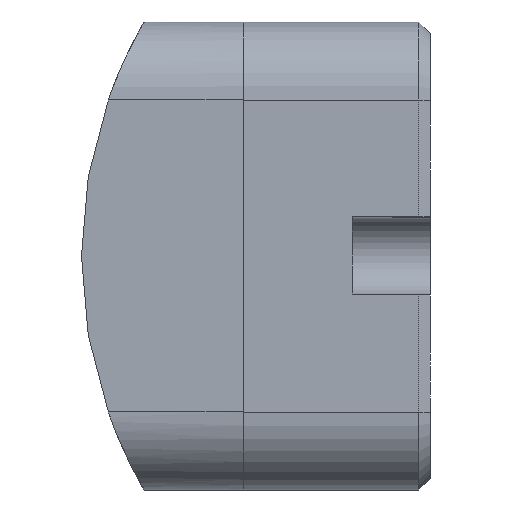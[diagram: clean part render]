
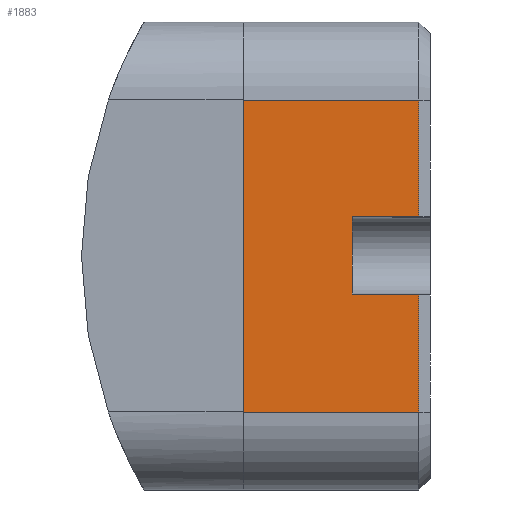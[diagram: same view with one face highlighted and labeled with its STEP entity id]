
A CAD part, left-side view. The second image highlights one B-rep face of the part: STEP entity #1883.
In plain terms, the highlighted planar face has unit normal (-1, 0, 0).
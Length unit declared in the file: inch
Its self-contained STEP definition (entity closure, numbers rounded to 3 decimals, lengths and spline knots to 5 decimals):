
#19 = CARTESIAN_POINT ( 'NONE',  ( -0.59055, 0.09843, 0.04921 ) ) ;
#99 = DIRECTION ( 'NONE',  ( 0., 0., -1. ) ) ;
#213 = CARTESIAN_POINT ( 'NONE',  ( -0.59055, 0.09843, 0.04921 ) ) ;
#227 = FACE_OUTER_BOUND ( 'NONE', #2667, .T. ) ;
#261 = EDGE_CURVE ( 'NONE', #1148, #1903, #1637, .T. ) ;
#267 = EDGE_CURVE ( 'NONE', #1269, #1148, #2471, .T. ) ;
#324 = CARTESIAN_POINT ( 'NONE',  ( -0.59055, 0.23622, -0.19685 ) ) ;
#422 = VERTEX_POINT ( 'NONE', #2347 ) ;
#467 = EDGE_CURVE ( 'NONE', #1029, #2191, #2567, .T. ) ;
#490 = LINE ( 'NONE', #695, #1601 ) ;
#498 = VECTOR ( 'NONE', #1426, 39.37008 ) ;
#605 = CARTESIAN_POINT ( 'NONE',  ( -0.59055, 0.09843, 0.04921 ) ) ;
#616 = DIRECTION ( 'NONE',  ( 0., 0., 1. ) ) ;
#695 = CARTESIAN_POINT ( 'NONE',  ( -0.59055, 0.23622, 0.19685 ) ) ;
#697 = CARTESIAN_POINT ( 'NONE',  ( -0.59055, 0.01496, -0.04921 ) ) ;
#716 = EDGE_CURVE ( 'NONE', #1724, #2514, #1383, .T. ) ;
#720 = ORIENTED_EDGE ( 'NONE', *, *, #1916, .T. ) ;
#755 = ORIENTED_EDGE ( 'NONE', *, *, #2420, .T. ) ;
#803 = DIRECTION ( 'NONE',  ( 0., -1., 0. ) ) ;
#957 = DIRECTION ( 'NONE',  ( 1., 0., 0. ) ) ;
#959 = CARTESIAN_POINT ( 'NONE',  ( -0.59055, 0.23622, 0.19685 ) ) ;
#1026 = VECTOR ( 'NONE', #1874, 39.37008 ) ;
#1029 = VERTEX_POINT ( 'NONE', #2537 ) ;
#1121 = CARTESIAN_POINT ( 'NONE',  ( -0.59055, 0.01496, 0.04921 ) ) ;
#1148 = VERTEX_POINT ( 'NONE', #1121 ) ;
#1224 = ORIENTED_EDGE ( 'NONE', *, *, #467, .T. ) ;
#1237 = CARTESIAN_POINT ( 'NONE',  ( -0.59055, 0.09843, -0.04921 ) ) ;
#1269 = VERTEX_POINT ( 'NONE', #213 ) ;
#1295 = DIRECTION ( 'NONE',  ( 0., 0., 1. ) ) ;
#1317 = DIRECTION ( 'NONE',  ( 0., -1., 0. ) ) ;
#1378 = ORIENTED_EDGE ( 'NONE', *, *, #1677, .F. ) ;
#1383 = LINE ( 'NONE', #2555, #2119 ) ;
#1426 = DIRECTION ( 'NONE',  ( 0., 0., -1. ) ) ;
#1432 = CARTESIAN_POINT ( 'NONE',  ( -0.59055, 0.23622, -0.19685 ) ) ;
#1445 = CARTESIAN_POINT ( 'NONE',  ( -0.59055, 0.01496, 0.19685 ) ) ;
#1508 = AXIS2_PLACEMENT_3D ( 'NONE', #1567, #957, #99 ) ;
#1547 = VECTOR ( 'NONE', #616, 39.37008 ) ;
#1567 = CARTESIAN_POINT ( 'NONE',  ( -0.59055, 0.23622, 0.29528 ) ) ;
#1577 = PLANE ( 'NONE',  #1508 ) ;
#1601 = VECTOR ( 'NONE', #1750, 39.37008 ) ;
#1637 = LINE ( 'NONE', #1445, #1547 ) ;
#1677 = EDGE_CURVE ( 'NONE', #422, #2191, #2455, .T. ) ;
#1724 = VERTEX_POINT ( 'NONE', #1432 ) ;
#1750 = DIRECTION ( 'NONE',  ( 0., 1., 0. ) ) ;
#1761 = ORIENTED_EDGE ( 'NONE', *, *, #261, .T. ) ;
#1788 = ORIENTED_EDGE ( 'NONE', *, *, #716, .F. ) ;
#1839 = LINE ( 'NONE', #19, #498 ) ;
#1874 = DIRECTION ( 'NONE',  ( 0., -1., 0. ) ) ;
#1883 = ADVANCED_FACE ( 'NONE', ( #227 ), #1577, .F. ) ;
#1902 = VECTOR ( 'NONE', #1295, 39.37008 ) ;
#1903 = VERTEX_POINT ( 'NONE', #2390 ) ;
#1916 = EDGE_CURVE ( 'NONE', #1903, #2514, #490, .T. ) ;
#2056 = ORIENTED_EDGE ( 'NONE', *, *, #267, .T. ) ;
#2108 = CARTESIAN_POINT ( 'NONE',  ( -0.59055, 0.01496, -0.04921 ) ) ;
#2119 = VECTOR ( 'NONE', #2230, 39.37008 ) ;
#2191 = VERTEX_POINT ( 'NONE', #2108 ) ;
#2230 = DIRECTION ( 'NONE',  ( 0., 0., 1. ) ) ;
#2255 = VECTOR ( 'NONE', #803, 39.37008 ) ;
#2347 = CARTESIAN_POINT ( 'NONE',  ( -0.59055, 0.09843, -0.04921 ) ) ;
#2354 = LINE ( 'NONE', #324, #2638 ) ;
#2390 = CARTESIAN_POINT ( 'NONE',  ( -0.59055, 0.01496, 0.19685 ) ) ;
#2420 = EDGE_CURVE ( 'NONE', #1724, #1029, #2354, .T. ) ;
#2455 = LINE ( 'NONE', #1237, #2255 ) ;
#2471 = LINE ( 'NONE', #605, #1026 ) ;
#2514 = VERTEX_POINT ( 'NONE', #959 ) ;
#2537 = CARTESIAN_POINT ( 'NONE',  ( -0.59055, 0.01496, -0.19685 ) ) ;
#2555 = CARTESIAN_POINT ( 'NONE',  ( -0.59055, 0.23622, 0.29528 ) ) ;
#2567 = LINE ( 'NONE', #697, #1902 ) ;
#2618 = ORIENTED_EDGE ( 'NONE', *, *, #2624, .F. ) ;
#2624 = EDGE_CURVE ( 'NONE', #1269, #422, #1839, .T. ) ;
#2638 = VECTOR ( 'NONE', #1317, 39.37008 ) ;
#2667 = EDGE_LOOP ( 'NONE', ( #755, #1224, #1378, #2618, #2056, #1761, #720, #1788 ) ) ;
